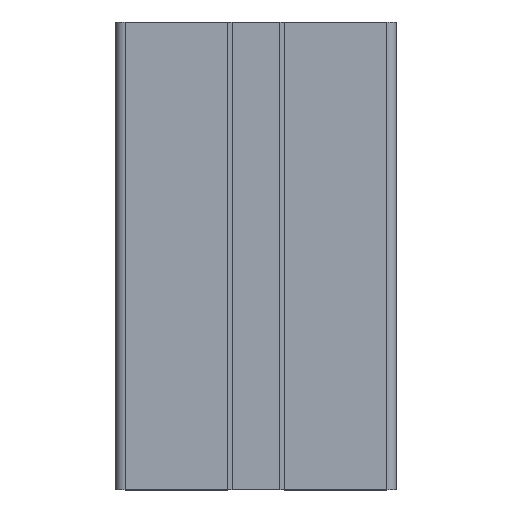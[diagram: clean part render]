
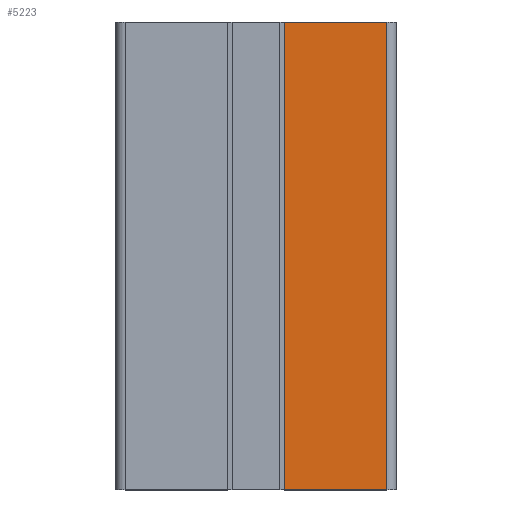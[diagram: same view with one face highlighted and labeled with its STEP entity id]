
A CAD part, top view. The second image highlights one B-rep face of the part: STEP entity #5223.
In plain terms, the highlighted planar face has unit normal (0, 0, 1).
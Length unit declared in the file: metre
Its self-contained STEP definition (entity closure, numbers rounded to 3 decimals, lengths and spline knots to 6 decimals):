
#503=FACE_OUTER_BOUND('',#765,.T.);
#765=EDGE_LOOP('',(#4023,#4024,#4025,#4026));
#1259=LINE('',#8367,#1839);
#1260=LINE('',#8370,#1840);
#1261=LINE('',#8372,#1841);
#1262=LINE('',#8373,#1842);
#1839=VECTOR('',#6810,0.1);
#1840=VECTOR('',#6813,0.0219);
#1841=VECTOR('',#6814,0.0219);
#1842=VECTOR('',#6815,0.1);
#2387=VERTEX_POINT('',#8363);
#2388=VERTEX_POINT('',#8365);
#2389=VERTEX_POINT('',#8369);
#2390=VERTEX_POINT('',#8371);
#3075=EDGE_CURVE('',#2388,#2387,#1259,.T.);
#3076=EDGE_CURVE('',#2389,#2387,#1260,.T.);
#3077=EDGE_CURVE('',#2390,#2388,#1261,.T.);
#3078=EDGE_CURVE('',#2390,#2389,#1262,.T.);
#4023=ORIENTED_EDGE('',*,*,#3076,.T.);
#4024=ORIENTED_EDGE('',*,*,#3075,.F.);
#4025=ORIENTED_EDGE('',*,*,#3077,.F.);
#4026=ORIENTED_EDGE('',*,*,#3078,.T.);
#4993=PLANE('',#5644);
#5223=ADVANCED_FACE('',(#503),#4993,.F.);
#5644=AXIS2_PLACEMENT_3D('',#8368,#6811,#6812);
#6810=DIRECTION('',(0.,1.,0.));
#6811=DIRECTION('center_axis',(0.,0.,-1.));
#6812=DIRECTION('ref_axis',(-1.,0.,0.));
#6813=DIRECTION('',(-1.,0.,0.));
#6814=DIRECTION('',(-1.,0.,0.));
#6815=DIRECTION('',(0.,1.,0.));
#8363=CARTESIAN_POINT('',(0.037629,0.020611,0.041179));
#8365=CARTESIAN_POINT('',(0.037629,-0.079389,0.041179));
#8367=CARTESIAN_POINT('',(0.037629,-0.079389,0.041179));
#8368=CARTESIAN_POINT('Origin',(0.037629,-0.979389,0.041179));
#8369=CARTESIAN_POINT('',(0.059529,0.020611,0.041179));
#8370=CARTESIAN_POINT('',(0.059529,0.020611,0.041179));
#8371=CARTESIAN_POINT('',(0.059529,-0.079389,0.041179));
#8372=CARTESIAN_POINT('',(0.059529,-0.079389,0.041179));
#8373=CARTESIAN_POINT('',(0.059529,-0.079389,0.041179));
